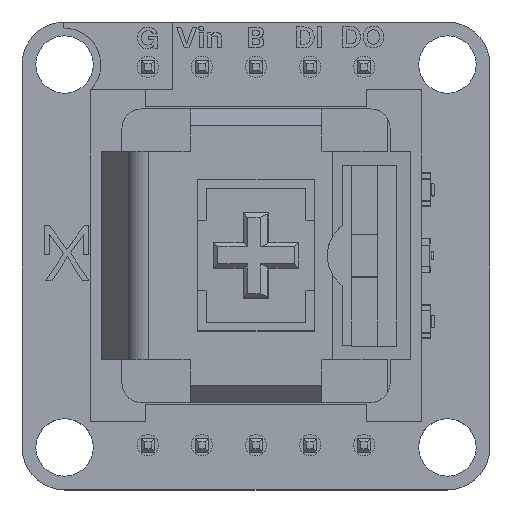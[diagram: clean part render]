
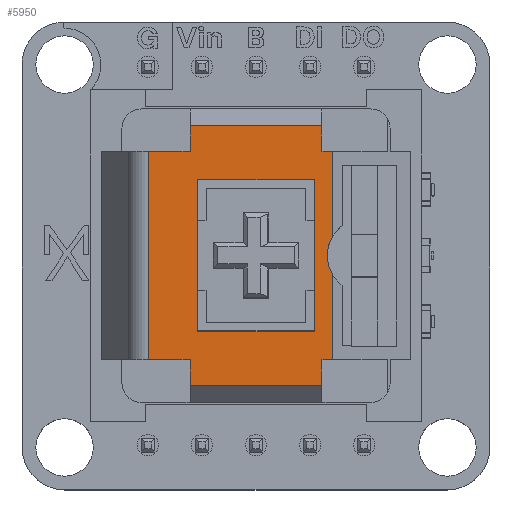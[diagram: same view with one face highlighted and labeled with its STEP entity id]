
A CAD part, top view. The second image highlights one B-rep face of the part: STEP entity #5950.
In plain terms, the highlighted planar face has unit normal (0, 0, 1).
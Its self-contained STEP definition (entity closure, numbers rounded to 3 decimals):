
#5878 = VERTEX_POINT('',#5879);
#5879 = CARTESIAN_POINT('',(-6.1,-3.1,11.1));
#5885 = EDGE_CURVE('',#5878,#5886,#5888,.T.);
#5886 = VERTEX_POINT('',#5887);
#5887 = CARTESIAN_POINT('',(-6.1,3.1,11.1));
#5888 = LINE('',#5889,#5890);
#5889 = CARTESIAN_POINT('',(-6.1,2.7,11.1));
#5890 = VECTOR('',#5891,1.);
#5891 = DIRECTION('',(0.,1.,0.));
#5916 = EDGE_CURVE('',#5917,#5886,#5919,.T.);
#5917 = VERTEX_POINT('',#5918);
#5918 = CARTESIAN_POINT('',(-4.9,3.1,11.1));
#5919 = LINE('',#5920,#5921);
#5920 = CARTESIAN_POINT('',(-2.45,3.1,11.1));
#5921 = VECTOR('',#5922,1.);
#5922 = DIRECTION('',(-1.,0.,0.));
#5950 = ADVANCED_FACE('',(#5951,#6050),#6084,.T.);
#5951 = FACE_BOUND('',#5952,.T.);
#5952 = EDGE_LOOP('',(#5953,#5954,#5962,#5970,#5978,#5987,#5995,#6003,
    #6011,#6019,#6027,#6035,#6043,#6049));
#5953 = ORIENTED_EDGE('',*,*,#5885,.F.);
#5954 = ORIENTED_EDGE('',*,*,#5955,.T.);
#5955 = EDGE_CURVE('',#5878,#5956,#5958,.T.);
#5956 = VERTEX_POINT('',#5957);
#5957 = CARTESIAN_POINT('',(-4.9,-3.1,11.1));
#5958 = LINE('',#5959,#5960);
#5959 = CARTESIAN_POINT('',(-3.45,-3.1,11.1));
#5960 = VECTOR('',#5961,1.);
#5961 = DIRECTION('',(1.,0.,0.));
#5962 = ORIENTED_EDGE('',*,*,#5963,.T.);
#5963 = EDGE_CURVE('',#5956,#5964,#5966,.T.);
#5964 = VERTEX_POINT('',#5965);
#5965 = CARTESIAN_POINT('',(-4.9,-3.6,11.1));
#5966 = LINE('',#5967,#5968);
#5967 = CARTESIAN_POINT('',(-4.9,-1.55,11.1));
#5968 = VECTOR('',#5969,1.);
#5969 = DIRECTION('',(0.,-1.,0.));
#5970 = ORIENTED_EDGE('',*,*,#5971,.T.);
#5971 = EDGE_CURVE('',#5964,#5972,#5974,.T.);
#5972 = VERTEX_POINT('',#5973);
#5973 = CARTESIAN_POINT('',(-0.901,-3.6,11.1));
#5974 = LINE('',#5975,#5976);
#5975 = CARTESIAN_POINT('',(3.9,-3.6,11.1));
#5976 = VECTOR('',#5977,1.);
#5977 = DIRECTION('',(1.,0.,0.));
#5978 = ORIENTED_EDGE('',*,*,#5979,.T.);
#5979 = EDGE_CURVE('',#5972,#5980,#5982,.T.);
#5980 = VERTEX_POINT('',#5981);
#5981 = CARTESIAN_POINT('',(0.901,-3.6,11.1));
#5982 = CIRCLE('',#5983,1.75);
#5983 = AXIS2_PLACEMENT_3D('',#5984,#5985,#5986);
#5984 = CARTESIAN_POINT('',(0.,-5.1,11.1));
#5985 = DIRECTION('',(0.,0.,-1.));
#5986 = DIRECTION('',(0.8,0.6,0.));
#5987 = ORIENTED_EDGE('',*,*,#5988,.T.);
#5988 = EDGE_CURVE('',#5980,#5989,#5991,.T.);
#5989 = VERTEX_POINT('',#5990);
#5990 = CARTESIAN_POINT('',(4.9,-3.6,11.1));
#5991 = LINE('',#5992,#5993);
#5992 = CARTESIAN_POINT('',(3.9,-3.6,11.1));
#5993 = VECTOR('',#5994,1.);
#5994 = DIRECTION('',(1.,0.,0.));
#5995 = ORIENTED_EDGE('',*,*,#5996,.T.);
#5996 = EDGE_CURVE('',#5989,#5997,#5999,.T.);
#5997 = VERTEX_POINT('',#5998);
#5998 = CARTESIAN_POINT('',(4.9,-3.1,11.1));
#5999 = LINE('',#6000,#6001);
#6000 = CARTESIAN_POINT('',(4.9,-7.25,11.1));
#6001 = VECTOR('',#6002,1.);
#6002 = DIRECTION('',(0.,1.,0.));
#6003 = ORIENTED_EDGE('',*,*,#6004,.T.);
#6004 = EDGE_CURVE('',#5997,#6005,#6007,.T.);
#6005 = VERTEX_POINT('',#6006);
#6006 = CARTESIAN_POINT('',(6.1,-3.1,11.1));
#6007 = LINE('',#6008,#6009);
#6008 = CARTESIAN_POINT('',(2.45,-3.1,11.1));
#6009 = VECTOR('',#6010,1.);
#6010 = DIRECTION('',(1.,0.,0.));
#6011 = ORIENTED_EDGE('',*,*,#6012,.F.);
#6012 = EDGE_CURVE('',#6013,#6005,#6015,.T.);
#6013 = VERTEX_POINT('',#6014);
#6014 = CARTESIAN_POINT('',(6.1,3.1,11.1));
#6015 = LINE('',#6016,#6017);
#6016 = CARTESIAN_POINT('',(6.1,-2.7,11.1));
#6017 = VECTOR('',#6018,1.);
#6018 = DIRECTION('',(0.,-1.,0.));
#6019 = ORIENTED_EDGE('',*,*,#6020,.T.);
#6020 = EDGE_CURVE('',#6013,#6021,#6023,.T.);
#6021 = VERTEX_POINT('',#6022);
#6022 = CARTESIAN_POINT('',(4.9,3.1,11.1));
#6023 = LINE('',#6024,#6025);
#6024 = CARTESIAN_POINT('',(3.45,3.1,11.1));
#6025 = VECTOR('',#6026,1.);
#6026 = DIRECTION('',(-1.,0.,0.));
#6027 = ORIENTED_EDGE('',*,*,#6028,.T.);
#6028 = EDGE_CURVE('',#6021,#6029,#6031,.T.);
#6029 = VERTEX_POINT('',#6030);
#6030 = CARTESIAN_POINT('',(4.9,5.045,11.1));
#6031 = LINE('',#6032,#6033);
#6032 = CARTESIAN_POINT('',(4.9,1.55,11.1));
#6033 = VECTOR('',#6034,1.);
#6034 = DIRECTION('',(0.,1.,0.));
#6035 = ORIENTED_EDGE('',*,*,#6036,.F.);
#6036 = EDGE_CURVE('',#6037,#6029,#6039,.T.);
#6037 = VERTEX_POINT('',#6038);
#6038 = CARTESIAN_POINT('',(-4.9,5.045,11.1));
#6039 = LINE('',#6040,#6041);
#6040 = CARTESIAN_POINT('',(3.9,5.045,11.1));
#6041 = VECTOR('',#6042,1.);
#6042 = DIRECTION('',(1.,0.,0.));
#6043 = ORIENTED_EDGE('',*,*,#6044,.T.);
#6044 = EDGE_CURVE('',#6037,#5917,#6045,.T.);
#6045 = LINE('',#6046,#6047);
#6046 = CARTESIAN_POINT('',(-4.9,7.25,11.1));
#6047 = VECTOR('',#6048,1.);
#6048 = DIRECTION('',(0.,-1.,0.));
#6049 = ORIENTED_EDGE('',*,*,#5916,.T.);
#6050 = FACE_BOUND('',#6051,.T.);
#6051 = EDGE_LOOP('',(#6052,#6062,#6070,#6078));
#6052 = ORIENTED_EDGE('',*,*,#6053,.T.);
#6053 = EDGE_CURVE('',#6054,#6056,#6058,.T.);
#6054 = VERTEX_POINT('',#6055);
#6055 = CARTESIAN_POINT('',(3.55,2.75,11.1));
#6056 = VERTEX_POINT('',#6057);
#6057 = CARTESIAN_POINT('',(3.55,-2.75,11.1));
#6058 = LINE('',#6059,#6060);
#6059 = CARTESIAN_POINT('',(3.55,1.375,11.1));
#6060 = VECTOR('',#6061,1.);
#6061 = DIRECTION('',(0.,-1.,0.));
#6062 = ORIENTED_EDGE('',*,*,#6063,.T.);
#6063 = EDGE_CURVE('',#6056,#6064,#6066,.T.);
#6064 = VERTEX_POINT('',#6065);
#6065 = CARTESIAN_POINT('',(-3.55,-2.75,11.1));
#6066 = LINE('',#6067,#6068);
#6067 = CARTESIAN_POINT('',(1.775,-2.75,11.1));
#6068 = VECTOR('',#6069,1.);
#6069 = DIRECTION('',(-1.,0.,0.));
#6070 = ORIENTED_EDGE('',*,*,#6071,.T.);
#6071 = EDGE_CURVE('',#6064,#6072,#6074,.T.);
#6072 = VERTEX_POINT('',#6073);
#6073 = CARTESIAN_POINT('',(-3.55,2.75,11.1));
#6074 = LINE('',#6075,#6076);
#6075 = CARTESIAN_POINT('',(-3.55,-1.375,11.1));
#6076 = VECTOR('',#6077,1.);
#6077 = DIRECTION('',(0.,1.,0.));
#6078 = ORIENTED_EDGE('',*,*,#6079,.T.);
#6079 = EDGE_CURVE('',#6072,#6054,#6080,.T.);
#6080 = LINE('',#6081,#6082);
#6081 = CARTESIAN_POINT('',(-1.775,2.75,11.1));
#6082 = VECTOR('',#6083,1.);
#6083 = DIRECTION('',(1.,0.,0.));
#6084 = PLANE('',#6085);
#6085 = AXIS2_PLACEMENT_3D('',#6086,#6087,#6088);
#6086 = CARTESIAN_POINT('',(0.,0.,11.1
    ));
#6087 = DIRECTION('',(0.,0.,1.));
#6088 = DIRECTION('',(1.,0.,-0.));
